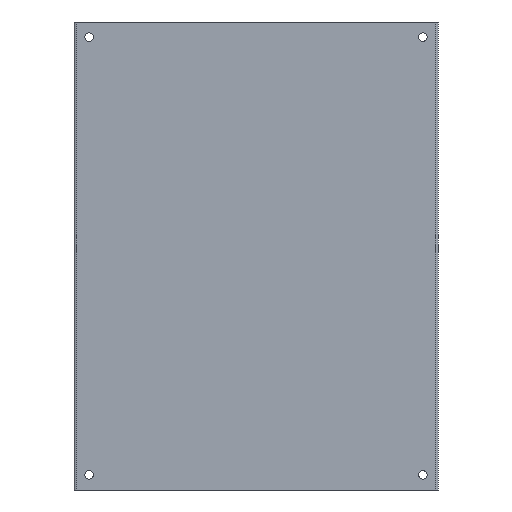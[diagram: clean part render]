
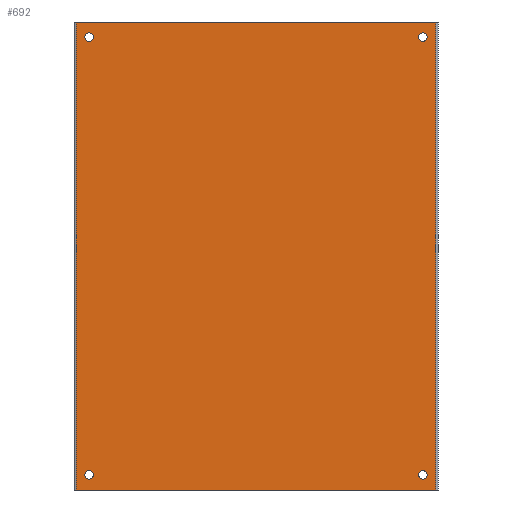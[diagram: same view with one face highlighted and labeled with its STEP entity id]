
A CAD part, front view. The second image highlights one B-rep face of the part: STEP entity #692.
In plain terms, the highlighted planar face has unit normal (0, -1, 0).
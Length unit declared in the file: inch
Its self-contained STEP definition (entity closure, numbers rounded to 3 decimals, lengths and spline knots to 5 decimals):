
#7 = ORIENTED_EDGE ( 'NONE', *, *, #283, .T. ) ;
#24 = CARTESIAN_POINT ( 'NONE',  ( -10.5, 0., -13.5 ) ) ;
#56 = DIRECTION ( 'NONE',  ( 1., 0., 0. ) ) ;
#61 = DIRECTION ( 'NONE',  ( 0., 0., 1. ) ) ;
#89 = DIRECTION ( 'NONE',  ( 0., 0., -1. ) ) ;
#98 = CARTESIAN_POINT ( 'NONE',  ( 9.625, 0., 12.875 ) ) ;
#103 = ORIENTED_EDGE ( 'NONE', *, *, #386, .T. ) ;
#106 = EDGE_LOOP ( 'NONE', ( #466 ) ) ;
#122 = VERTEX_POINT ( 'NONE', #512 ) ;
#124 = EDGE_CURVE ( 'NONE', #176, #612, #681, .T. ) ;
#142 = EDGE_LOOP ( 'NONE', ( #311, #330, #447, #103 ) ) ;
#145 = EDGE_CURVE ( 'NONE', #272, #272, #712, .T. ) ;
#147 = VECTOR ( 'NONE', #391, 39.37008 ) ;
#170 = CARTESIAN_POINT ( 'NONE',  ( -10.375, 0., -13.5 ) ) ;
#176 = VERTEX_POINT ( 'NONE', #770 ) ;
#190 = VERTEX_POINT ( 'NONE', #943 ) ;
#197 = DIRECTION ( 'NONE',  ( 0., 0., 1. ) ) ;
#200 = VECTOR ( 'NONE', #56, 39.37008 ) ;
#201 = CARTESIAN_POINT ( 'NONE',  ( -9.625, 0., -12.625 ) ) ;
#214 = VERTEX_POINT ( 'NONE', #552 ) ;
#238 = AXIS2_PLACEMENT_3D ( 'NONE', #201, #709, #61 ) ;
#245 = AXIS2_PLACEMENT_3D ( 'NONE', #348, #784, #270 ) ;
#247 = CARTESIAN_POINT ( 'NONE',  ( -9.625, 0., -12.375 ) ) ;
#252 = VERTEX_POINT ( 'NONE', #302 ) ;
#253 = CIRCLE ( 'NONE', #426, 0.25 ) ;
#255 = VECTOR ( 'NONE', #805, 39.37008 ) ;
#270 = DIRECTION ( 'NONE',  ( 0., 0., 1. ) ) ;
#271 = FACE_BOUND ( 'NONE', #816, .T. ) ;
#272 = VERTEX_POINT ( 'NONE', #247 ) ;
#274 = CARTESIAN_POINT ( 'NONE',  ( -10.5, 0., -13.5 ) ) ;
#281 = CARTESIAN_POINT ( 'NONE',  ( 10.375, 0., -13.5 ) ) ;
#283 = EDGE_CURVE ( 'NONE', #122, #122, #346, .T. ) ;
#301 = VERTEX_POINT ( 'NONE', #98 ) ;
#302 = CARTESIAN_POINT ( 'NONE',  ( 9.625, 0., -12.375 ) ) ;
#311 = ORIENTED_EDGE ( 'NONE', *, *, #124, .T. ) ;
#330 = ORIENTED_EDGE ( 'NONE', *, *, #670, .T. ) ;
#346 = CIRCLE ( 'NONE', #788, 0.25 ) ;
#348 = CARTESIAN_POINT ( 'NONE',  ( 9.625, 0., 12.625 ) ) ;
#356 = EDGE_CURVE ( 'NONE', #190, #214, #680, .T. ) ;
#386 = EDGE_CURVE ( 'NONE', #214, #176, #619, .T. ) ;
#391 = DIRECTION ( 'NONE',  ( 0., 0., 1. ) ) ;
#412 = EDGE_LOOP ( 'NONE', ( #818 ) ) ;
#422 = DIRECTION ( 'NONE',  ( 0., 1., 0. ) ) ;
#426 = AXIS2_PLACEMENT_3D ( 'NONE', #482, #560, #197 ) ;
#430 = EDGE_CURVE ( 'NONE', #301, #301, #535, .T. ) ;
#434 = VECTOR ( 'NONE', #89, 39.37008 ) ;
#447 = ORIENTED_EDGE ( 'NONE', *, *, #356, .T. ) ;
#462 = EDGE_CURVE ( 'NONE', #252, #252, #253, .T. ) ;
#466 = ORIENTED_EDGE ( 'NONE', *, *, #430, .T. ) ;
#482 = CARTESIAN_POINT ( 'NONE',  ( 9.625, 0., -12.625 ) ) ;
#498 = FACE_OUTER_BOUND ( 'NONE', #142, .T. ) ;
#512 = CARTESIAN_POINT ( 'NONE',  ( -9.625, 0., 12.875 ) ) ;
#516 = ORIENTED_EDGE ( 'NONE', *, *, #145, .T. ) ;
#535 = CIRCLE ( 'NONE', #245, 0.25 ) ;
#552 = CARTESIAN_POINT ( 'NONE',  ( -10.375, 0., 13.5 ) ) ;
#560 = DIRECTION ( 'NONE',  ( 0., 1., 0. ) ) ;
#564 = FACE_BOUND ( 'NONE', #642, .T. ) ;
#593 = LINE ( 'NONE', #686, #147 ) ;
#594 = DIRECTION ( 'NONE',  ( 0., 0., -1. ) ) ;
#612 = VERTEX_POINT ( 'NONE', #281 ) ;
#619 = LINE ( 'NONE', #170, #434 ) ;
#642 = EDGE_LOOP ( 'NONE', ( #516 ) ) ;
#670 = EDGE_CURVE ( 'NONE', #612, #190, #593, .T. ) ;
#680 = LINE ( 'NONE', #815, #255 ) ;
#681 = LINE ( 'NONE', #274, #200 ) ;
#686 = CARTESIAN_POINT ( 'NONE',  ( 10.375, 0., -13.5 ) ) ;
#692 = ADVANCED_FACE ( 'NONE', ( #498, #932, #760, #564, #271 ), #808, .T. ) ;
#709 = DIRECTION ( 'NONE',  ( 0., 1., 0. ) ) ;
#712 = CIRCLE ( 'NONE', #238, 0.25 ) ;
#718 = AXIS2_PLACEMENT_3D ( 'NONE', #24, #804, #594 ) ;
#760 = FACE_BOUND ( 'NONE', #412, .T. ) ;
#770 = CARTESIAN_POINT ( 'NONE',  ( -10.375, 0., -13.5 ) ) ;
#784 = DIRECTION ( 'NONE',  ( 0., 1., 0. ) ) ;
#788 = AXIS2_PLACEMENT_3D ( 'NONE', #875, #422, #873 ) ;
#804 = DIRECTION ( 'NONE',  ( 0., -1., 0. ) ) ;
#805 = DIRECTION ( 'NONE',  ( -1., 0., 0. ) ) ;
#808 = PLANE ( 'NONE',  #718 ) ;
#815 = CARTESIAN_POINT ( 'NONE',  ( -10.5, 0., 13.5 ) ) ;
#816 = EDGE_LOOP ( 'NONE', ( #7 ) ) ;
#818 = ORIENTED_EDGE ( 'NONE', *, *, #462, .T. ) ;
#873 = DIRECTION ( 'NONE',  ( 0., 0., 1. ) ) ;
#875 = CARTESIAN_POINT ( 'NONE',  ( -9.625, 0., 12.625 ) ) ;
#932 = FACE_BOUND ( 'NONE', #106, .T. ) ;
#943 = CARTESIAN_POINT ( 'NONE',  ( 10.375, 0., 13.5 ) ) ;
